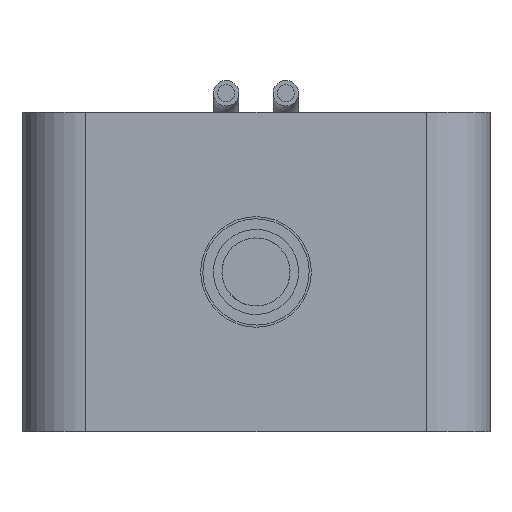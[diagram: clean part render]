
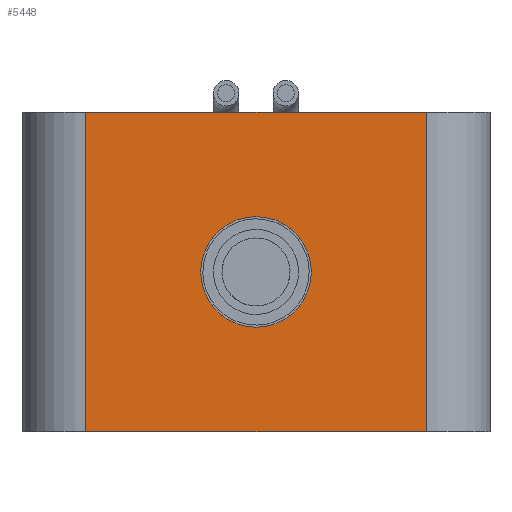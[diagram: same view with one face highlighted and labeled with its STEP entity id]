
A CAD part, left-side view. The second image highlights one B-rep face of the part: STEP entity #5448.
In plain terms, the highlighted planar face has unit normal (-1, 0, 0).
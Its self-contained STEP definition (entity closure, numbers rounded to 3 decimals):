
#1815 = EDGE_LOOP ( 'NONE', ( #5057, #5056, #5055, #5054 ) ) ;
#1819 = EDGE_LOOP ( 'NONE', ( #5059, #5058 ) ) ;
#3000 = VERTEX_POINT ( 'NONE', #3533 ) ;
#3001 = VERTEX_POINT ( 'NONE', #3534 ) ;
#3005 = VERTEX_POINT ( 'NONE', #3538 ) ;
#3010 = VERTEX_POINT ( 'NONE', #3535 ) ;
#3027 = VERTEX_POINT ( 'NONE', #3556 ) ;
#3035 = VERTEX_POINT ( 'NONE', #3564 ) ;
#3533 = CARTESIAN_POINT ( 'NONE',  ( 0., 4., 3.75 ) ) ;
#3534 = CARTESIAN_POINT ( 'NONE',  ( 0., 4., -3.75 ) ) ;
#3535 = CARTESIAN_POINT ( 'NONE',  ( 0., -4., 3.75 ) ) ;
#3538 = CARTESIAN_POINT ( 'NONE',  ( 0., -4., -3.75 ) ) ;
#3556 = CARTESIAN_POINT ( 'NONE',  ( 0., 0., 1.3 ) ) ;
#3564 = CARTESIAN_POINT ( 'NONE',  ( 0., 0., -1.3 ) ) ;
#4122 = AXIS2_PLACEMENT_3D ( 'NONE', #6273, #6285, #6286 ) ;
#5054 = ORIENTED_EDGE ( 'NONE', *, *, #5354, .T. ) ;
#5055 = ORIENTED_EDGE ( 'NONE', *, *, #5353, .F. ) ;
#5056 = ORIENTED_EDGE ( 'NONE', *, *, #5352, .F. ) ;
#5057 = ORIENTED_EDGE ( 'NONE', *, *, #5349, .T. ) ;
#5058 = ORIENTED_EDGE ( 'NONE', *, *, #5308, .T. ) ;
#5059 = ORIENTED_EDGE ( 'NONE', *, *, #5351, .T. ) ;
#5159 = CIRCLE ( 'NONE', #5161, 1.3 ) ;
#5161 = AXIS2_PLACEMENT_3D ( 'NONE', #8334, #8335, #8336 ) ;
#5214 = VECTOR ( 'NONE', #5652, 1000. ) ;
#5216 = VECTOR ( 'NONE', #5669, 1000. ) ;
#5217 = CIRCLE ( 'NONE', #5220, 1.3 ) ;
#5219 = VECTOR ( 'NONE', #5663, 1000. ) ;
#5220 = AXIS2_PLACEMENT_3D ( 'NONE', #5660, #5661, #5662 ) ;
#5221 = VECTOR ( 'NONE', #5667, 1000. ) ;
#5308 = EDGE_CURVE ( 'NONE', #3027, #3035, #5159, .T. ) ;
#5349 = EDGE_CURVE ( 'NONE', #3005, #3010, #8450, .T. ) ;
#5351 = EDGE_CURVE ( 'NONE', #3035, #3027, #5217, .T. ) ;
#5352 = EDGE_CURVE ( 'NONE', #3000, #3010, #5653, .T. ) ;
#5353 = EDGE_CURVE ( 'NONE', #3001, #3000, #5664, .T. ) ;
#5354 = EDGE_CURVE ( 'NONE', #3001, #3005, #5659, .T. ) ;
#5448 = ADVANCED_FACE ( 'NONE', ( #6281, #6282 ), #6283, .T. ) ;
#5652 = DIRECTION ( 'NONE',  ( 0., 0., 1. ) ) ;
#5653 = LINE ( 'NONE', #5654, #5219 ) ;
#5654 = CARTESIAN_POINT ( 'NONE',  ( 0., -4., 3.75 ) ) ;
#5659 = LINE ( 'NONE', #5668, #5216 ) ;
#5660 = CARTESIAN_POINT ( 'NONE',  ( 0., 0., 0. ) ) ;
#5661 = DIRECTION ( 'NONE',  ( 1., 0., 0. ) ) ;
#5662 = DIRECTION ( 'NONE',  ( 0., 0., -1. ) ) ;
#5663 = DIRECTION ( 'NONE',  ( 0., -1., 0. ) ) ;
#5664 = LINE ( 'NONE', #5666, #5221 ) ;
#5666 = CARTESIAN_POINT ( 'NONE',  ( 0., 4., -3.75 ) ) ;
#5667 = DIRECTION ( 'NONE',  ( 0., 0., 1. ) ) ;
#5668 = CARTESIAN_POINT ( 'NONE',  ( 0., -4., -3.75 ) ) ;
#5669 = DIRECTION ( 'NONE',  ( 0., -1., 0. ) ) ;
#6273 = CARTESIAN_POINT ( 'NONE',  ( 0., -4., -3.75 ) ) ;
#6281 = FACE_BOUND ( 'NONE', #1819, .T. ) ;
#6282 = FACE_OUTER_BOUND ( 'NONE', #1815, .T. ) ;
#6283 = PLANE ( 'NONE',  #4122 ) ;
#6285 = DIRECTION ( 'NONE',  ( -1., 0., 0. ) ) ;
#6286 = DIRECTION ( 'NONE',  ( 0., 0., 1. ) ) ;
#8334 = CARTESIAN_POINT ( 'NONE',  ( 0., 0., 0. ) ) ;
#8335 = DIRECTION ( 'NONE',  ( 1., 0., 0. ) ) ;
#8336 = DIRECTION ( 'NONE',  ( 0., 0., -1. ) ) ;
#8430 = CARTESIAN_POINT ( 'NONE',  ( 0., -4., -3.75 ) ) ;
#8450 = LINE ( 'NONE', #8430, #5214 ) ;
